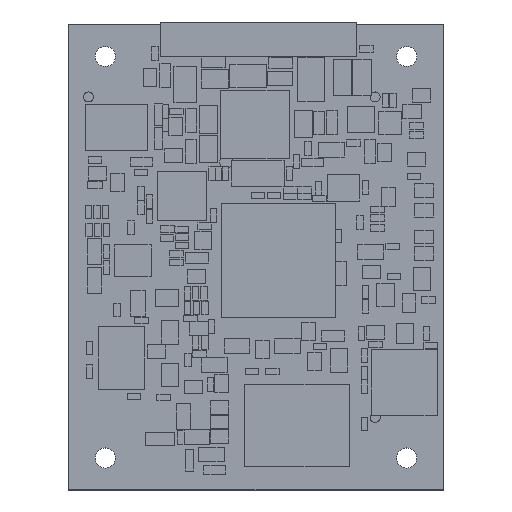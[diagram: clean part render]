
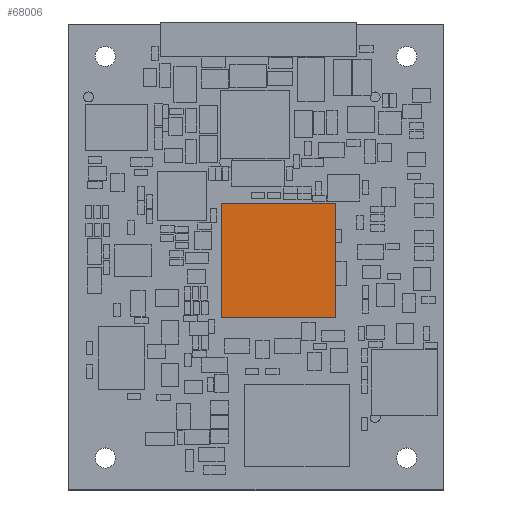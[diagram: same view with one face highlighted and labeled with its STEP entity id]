
A CAD part, top view. The second image highlights one B-rep face of the part: STEP entity #68006.
In plain terms, the highlighted planar face has unit normal (0, 0, 1).
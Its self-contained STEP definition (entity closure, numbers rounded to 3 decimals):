
#67692 = VERTEX_POINT('',#67693);
#67693 = CARTESIAN_POINT('',(16.666,18.883,0.9));
#67700 = PLANE('',#67701);
#67701 = AXIS2_PLACEMENT_3D('',#67702,#67703,#67704);
#67702 = CARTESIAN_POINT('',(16.666,18.883,0.));
#67703 = DIRECTION('',(0.,1.,0.));
#67704 = DIRECTION('',(1.,0.,0.));
#67712 = PLANE('',#67713);
#67713 = AXIS2_PLACEMENT_3D('',#67714,#67715,#67716);
#67714 = CARTESIAN_POINT('',(16.666,31.383,0.));
#67715 = DIRECTION('',(1.,0.,0.));
#67716 = DIRECTION('',(0.,-1.,0.));
#67724 = EDGE_CURVE('',#67692,#67725,#67727,.T.);
#67725 = VERTEX_POINT('',#67726);
#67726 = CARTESIAN_POINT('',(29.166,18.883,0.9));
#67727 = SURFACE_CURVE('',#67728,(#67732,#67739),.PCURVE_S1.);
#67728 = LINE('',#67729,#67730);
#67729 = CARTESIAN_POINT('',(16.666,18.883,0.9));
#67730 = VECTOR('',#67731,1.);
#67731 = DIRECTION('',(1.,0.,0.));
#67732 = PCURVE('',#67700,#67733);
#67733 = DEFINITIONAL_REPRESENTATION('',(#67734),#67738);
#67734 = LINE('',#67735,#67736);
#67735 = CARTESIAN_POINT('',(0.,-0.9));
#67736 = VECTOR('',#67737,1.);
#67737 = DIRECTION('',(1.,0.));
#67738 = ( GEOMETRIC_REPRESENTATION_CONTEXT(2) 
PARAMETRIC_REPRESENTATION_CONTEXT() REPRESENTATION_CONTEXT('2D SPACE',''
  ) );
#67739 = PCURVE('',#67740,#67745);
#67740 = PLANE('',#67741);
#67741 = AXIS2_PLACEMENT_3D('',#67742,#67743,#67744);
#67742 = CARTESIAN_POINT('',(16.666,18.883,0.9));
#67743 = DIRECTION('',(0.,0.,-1.));
#67744 = DIRECTION('',(-1.,0.,0.));
#67745 = DEFINITIONAL_REPRESENTATION('',(#67746),#67750);
#67746 = LINE('',#67747,#67748);
#67747 = CARTESIAN_POINT('',(0.,0.));
#67748 = VECTOR('',#67749,1.);
#67749 = DIRECTION('',(-1.,0.));
#67750 = ( GEOMETRIC_REPRESENTATION_CONTEXT(2) 
PARAMETRIC_REPRESENTATION_CONTEXT() REPRESENTATION_CONTEXT('2D SPACE',''
  ) );
#67768 = PLANE('',#67769);
#67769 = AXIS2_PLACEMENT_3D('',#67770,#67771,#67772);
#67770 = CARTESIAN_POINT('',(29.166,18.883,0.));
#67771 = DIRECTION('',(-1.,0.,0.));
#67772 = DIRECTION('',(0.,1.,0.));
#67812 = VERTEX_POINT('',#67813);
#67813 = CARTESIAN_POINT('',(16.666,31.383,0.9));
#67827 = PLANE('',#67828);
#67828 = AXIS2_PLACEMENT_3D('',#67829,#67830,#67831);
#67829 = CARTESIAN_POINT('',(29.166,31.383,0.));
#67830 = DIRECTION('',(0.,-1.,0.));
#67831 = DIRECTION('',(-1.,0.,0.));
#67839 = EDGE_CURVE('',#67812,#67692,#67840,.T.);
#67840 = SURFACE_CURVE('',#67841,(#67845,#67852),.PCURVE_S1.);
#67841 = LINE('',#67842,#67843);
#67842 = CARTESIAN_POINT('',(16.666,31.383,0.9));
#67843 = VECTOR('',#67844,1.);
#67844 = DIRECTION('',(0.,-1.,0.));
#67845 = PCURVE('',#67712,#67846);
#67846 = DEFINITIONAL_REPRESENTATION('',(#67847),#67851);
#67847 = LINE('',#67848,#67849);
#67848 = CARTESIAN_POINT('',(0.,-0.9));
#67849 = VECTOR('',#67850,1.);
#67850 = DIRECTION('',(1.,0.));
#67851 = ( GEOMETRIC_REPRESENTATION_CONTEXT(2) 
PARAMETRIC_REPRESENTATION_CONTEXT() REPRESENTATION_CONTEXT('2D SPACE',''
  ) );
#67852 = PCURVE('',#67740,#67853);
#67853 = DEFINITIONAL_REPRESENTATION('',(#67854),#67858);
#67854 = LINE('',#67855,#67856);
#67855 = CARTESIAN_POINT('',(0.,12.5));
#67856 = VECTOR('',#67857,1.);
#67857 = DIRECTION('',(0.,-1.));
#67858 = ( GEOMETRIC_REPRESENTATION_CONTEXT(2) 
PARAMETRIC_REPRESENTATION_CONTEXT() REPRESENTATION_CONTEXT('2D SPACE',''
  ) );
#67886 = EDGE_CURVE('',#67725,#67887,#67889,.T.);
#67887 = VERTEX_POINT('',#67888);
#67888 = CARTESIAN_POINT('',(29.166,31.383,0.9));
#67889 = SURFACE_CURVE('',#67890,(#67894,#67901),.PCURVE_S1.);
#67890 = LINE('',#67891,#67892);
#67891 = CARTESIAN_POINT('',(29.166,18.883,0.9));
#67892 = VECTOR('',#67893,1.);
#67893 = DIRECTION('',(0.,1.,0.));
#67894 = PCURVE('',#67768,#67895);
#67895 = DEFINITIONAL_REPRESENTATION('',(#67896),#67900);
#67896 = LINE('',#67897,#67898);
#67897 = CARTESIAN_POINT('',(0.,-0.9));
#67898 = VECTOR('',#67899,1.);
#67899 = DIRECTION('',(1.,0.));
#67900 = ( GEOMETRIC_REPRESENTATION_CONTEXT(2) 
PARAMETRIC_REPRESENTATION_CONTEXT() REPRESENTATION_CONTEXT('2D SPACE',''
  ) );
#67901 = PCURVE('',#67740,#67902);
#67902 = DEFINITIONAL_REPRESENTATION('',(#67903),#67907);
#67903 = LINE('',#67904,#67905);
#67904 = CARTESIAN_POINT('',(-12.5,0.));
#67905 = VECTOR('',#67906,1.);
#67906 = DIRECTION('',(0.,1.));
#67907 = ( GEOMETRIC_REPRESENTATION_CONTEXT(2) 
PARAMETRIC_REPRESENTATION_CONTEXT() REPRESENTATION_CONTEXT('2D SPACE',''
  ) );
#67957 = EDGE_CURVE('',#67887,#67812,#67958,.T.);
#67958 = SURFACE_CURVE('',#67959,(#67963,#67970),.PCURVE_S1.);
#67959 = LINE('',#67960,#67961);
#67960 = CARTESIAN_POINT('',(29.166,31.383,0.9));
#67961 = VECTOR('',#67962,1.);
#67962 = DIRECTION('',(-1.,0.,0.));
#67963 = PCURVE('',#67827,#67964);
#67964 = DEFINITIONAL_REPRESENTATION('',(#67965),#67969);
#67965 = LINE('',#67966,#67967);
#67966 = CARTESIAN_POINT('',(0.,-0.9));
#67967 = VECTOR('',#67968,1.);
#67968 = DIRECTION('',(1.,0.));
#67969 = ( GEOMETRIC_REPRESENTATION_CONTEXT(2) 
PARAMETRIC_REPRESENTATION_CONTEXT() REPRESENTATION_CONTEXT('2D SPACE',''
  ) );
#67970 = PCURVE('',#67740,#67971);
#67971 = DEFINITIONAL_REPRESENTATION('',(#67972),#67976);
#67972 = LINE('',#67973,#67974);
#67973 = CARTESIAN_POINT('',(-12.5,12.5));
#67974 = VECTOR('',#67975,1.);
#67975 = DIRECTION('',(1.,0.));
#67976 = ( GEOMETRIC_REPRESENTATION_CONTEXT(2) 
PARAMETRIC_REPRESENTATION_CONTEXT() REPRESENTATION_CONTEXT('2D SPACE',''
  ) );
#68006 = ADVANCED_FACE('',(#68007),#67740,.F.);
#68007 = FACE_BOUND('',#68008,.F.);
#68008 = EDGE_LOOP('',(#68009,#68010,#68011,#68012));
#68009 = ORIENTED_EDGE('',*,*,#67724,.F.);
#68010 = ORIENTED_EDGE('',*,*,#67839,.F.);
#68011 = ORIENTED_EDGE('',*,*,#67957,.F.);
#68012 = ORIENTED_EDGE('',*,*,#67886,.F.);
